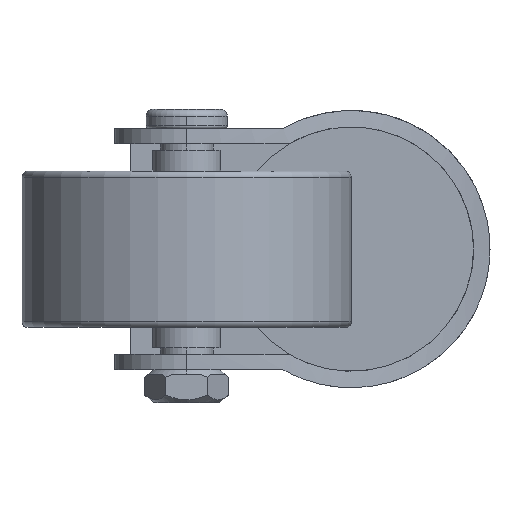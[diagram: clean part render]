
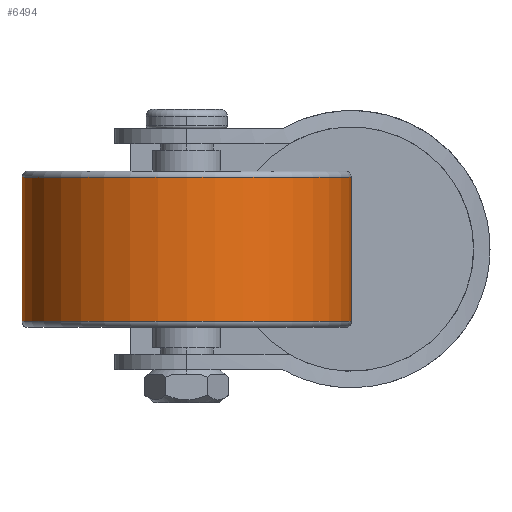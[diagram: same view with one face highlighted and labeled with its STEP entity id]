
A CAD part, front view. The second image highlights one B-rep face of the part: STEP entity #6494.
In plain terms, the highlighted cylindrical face has radius 25 mm (diameter 50 mm), a partial arc.
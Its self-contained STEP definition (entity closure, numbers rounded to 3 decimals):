
#6197=CARTESIAN_POINT('',(-25.,-41.1,10.9));
#6198=DIRECTION('',(0.,0.,1.));
#6199=DIRECTION('',(-1.,0.,0.));
#6200=AXIS2_PLACEMENT_3D('',#6197,#6198,#6199);
#6202=CARTESIAN_POINT('',(-25.,-41.1,-10.982));
#6203=DIRECTION('',(0.,0.,-1.));
#6204=DIRECTION('',(1.,0.,0.));
#6205=AXIS2_PLACEMENT_3D('',#6202,#6203,#6204);
#6207=DIRECTION('',(0.,0.,1.));
#6208=VECTOR('',#6207,21.882);
#6209=CARTESIAN_POINT('',(-50.,-41.1,-10.982));
#6210=LINE('',#6209,#6208);
#6221=DIRECTION('',(0.,0.,1.));
#6222=VECTOR('',#6221,21.882);
#6223=CARTESIAN_POINT('',(0.,-41.1,-10.982));
#6224=LINE('',#6223,#6222);
#6334=CARTESIAN_POINT('',(0.,-41.1,10.9));
#6335=CARTESIAN_POINT('',(-50.,-41.1,10.9));
#6336=VERTEX_POINT('',#6334);
#6337=VERTEX_POINT('',#6335);
#6338=CARTESIAN_POINT('',(0.,-41.1,-10.982));
#6339=VERTEX_POINT('',#6338);
#6340=CARTESIAN_POINT('',(-50.,-41.1,-10.982));
#6341=VERTEX_POINT('',#6340);
#6480=CARTESIAN_POINT('',(-25.,-41.1,-11.85));
#6481=DIRECTION('',(0.,0.,1.));
#6482=DIRECTION('',(1.,0.,0.));
#6483=AXIS2_PLACEMENT_3D('',#6480,#6481,#6482);
#6484=CYLINDRICAL_SURFACE('',#6483,25.);
#6485=ORIENTED_EDGE('',*,*,#6474,.T.);
#6487=ORIENTED_EDGE('',*,*,#6486,.F.);
#6489=ORIENTED_EDGE('',*,*,#6488,.T.);
#6491=ORIENTED_EDGE('',*,*,#6490,.T.);
#6492=EDGE_LOOP('',(#6485,#6487,#6489,#6491));
#6493=FACE_OUTER_BOUND('',#6492,.F.);
#6494=ADVANCED_FACE('',(#6493),#6484,.T.);
#6201=CIRCLE('',#6200,25.);
#6206=CIRCLE('',#6205,25.);
#6474=EDGE_CURVE('',#6337,#6336,#6201,.T.);
#6486=EDGE_CURVE('',#6339,#6336,#6224,.T.);
#6488=EDGE_CURVE('',#6339,#6341,#6206,.T.);
#6490=EDGE_CURVE('',#6341,#6337,#6210,.T.);
